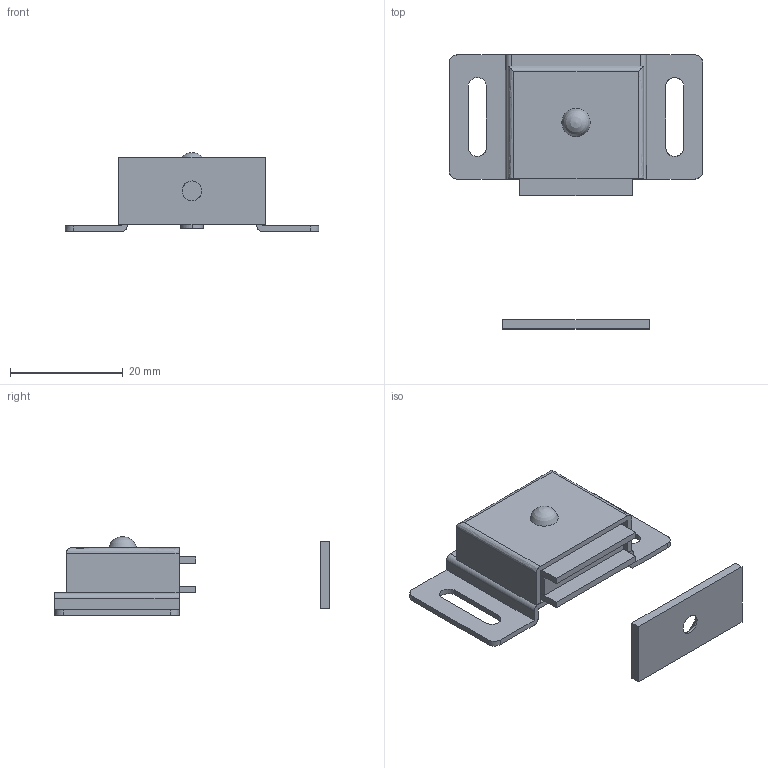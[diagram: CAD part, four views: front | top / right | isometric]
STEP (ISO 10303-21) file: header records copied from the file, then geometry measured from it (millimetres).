
FILE_DESCRIPTION((''),'2;1');
FILE_NAME('','2009-10-15T11:29:40',(''),(''),'','CADfix','');
FILE_SCHEMA(('AUTOMOTIVE_DESIGN { 1 0 10303 214 1 1 1 1 }'));
Length unit declared in the file: millimetre
Bounding box: 45 x 48.6 x 14 mm (x, y, z)
Volume: 4530.2 mm3; surface area: 7764.3 mm2
Topology: 8 solids, 8 shells, 113 faces, 325 edges, 230 vertices
Faces by surface type: bspline 113
Entity records: 3911 total; most frequent: CARTESIAN_POINT 1920, ORIENTED_EDGE 650, EDGE_CURVE 325, VERTEX_POINT 230, QUASI_UNIFORM_CURVE 199, EDGE_LOOP 135, FACE_OUTER_BOUND 113, ADVANCED_FACE 113
